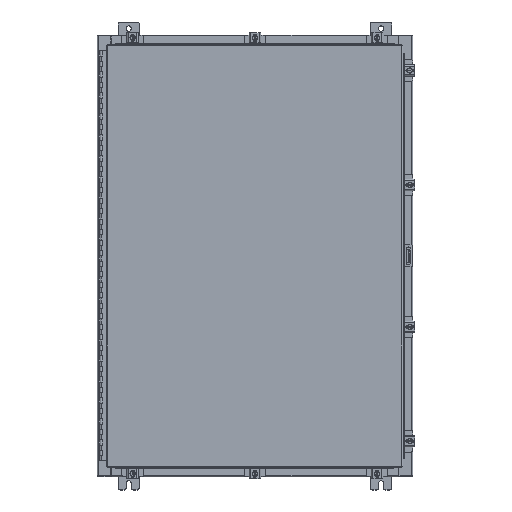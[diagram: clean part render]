
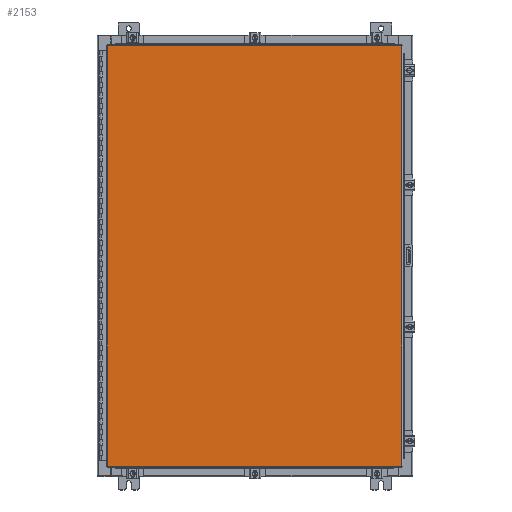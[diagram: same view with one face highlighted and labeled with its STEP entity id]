
A CAD part, top view. The second image highlights one B-rep face of the part: STEP entity #2153.
In plain terms, the highlighted planar face has unit normal (0, 0, 1).
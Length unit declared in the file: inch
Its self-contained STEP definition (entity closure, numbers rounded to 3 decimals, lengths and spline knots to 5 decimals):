
#2153 = ADVANCED_FACE ( 'NONE', ( #9710 ), #47556, .F. ) ;
#6123 = AXIS2_PLACEMENT_3D ( 'NONE', #25495, #36623, #14566 ) ;
#8426 = VERTEX_POINT ( 'NONE', #44274 ) ;
#8880 = CARTESIAN_POINT ( 'NONE',  ( 13.9903, -20.0063, 0. ) ) ;
#9710 = FACE_OUTER_BOUND ( 'NONE', #22228, .T. ) ;
#10287 = EDGE_CURVE ( 'NONE', #45126, #38670, #18421, .T. ) ;
#12556 = DIRECTION ( 'NONE',  ( 0., 1., 0. ) ) ;
#13094 = DIRECTION ( 'NONE',  ( 1., 0., 0. ) ) ;
#13749 = ORIENTED_EDGE ( 'NONE', *, *, #10287, .T. ) ;
#14337 = LINE ( 'NONE', #8880, #15513 ) ;
#14566 = DIRECTION ( 'NONE',  ( -1., 0., 0. ) ) ;
#15513 = VECTOR ( 'NONE', #12556, 39.37008 ) ;
#18421 = LINE ( 'NONE', #41692, #36893 ) ;
#18713 = CARTESIAN_POINT ( 'NONE',  ( -13.9903, 20.0063, 0. ) ) ;
#20846 = ORIENTED_EDGE ( 'NONE', *, *, #39486, .T. ) ;
#20975 = VECTOR ( 'NONE', #13094, 39.37008 ) ;
#22228 = EDGE_LOOP ( 'NONE', ( #44646, #20846, #13749, #42907 ) ) ;
#23305 = DIRECTION ( 'NONE',  ( -1., 0., 0. ) ) ;
#24478 = VECTOR ( 'NONE', #27024, 39.37008 ) ;
#25495 = CARTESIAN_POINT ( 'NONE',  ( 0., 0., 0. ) ) ;
#25635 = LINE ( 'NONE', #38178, #24478 ) ;
#27024 = DIRECTION ( 'NONE',  ( 0., -1., 0. ) ) ;
#29637 = LINE ( 'NONE', #35162, #20975 ) ;
#33229 = EDGE_CURVE ( 'NONE', #38670, #42584, #25635, .T. ) ;
#33853 = EDGE_CURVE ( 'NONE', #42584, #8426, #29637, .T. ) ;
#35162 = CARTESIAN_POINT ( 'NONE',  ( -13.9903, -20.0063, 0. ) ) ;
#36623 = DIRECTION ( 'NONE',  ( 0., 0., -1. ) ) ;
#36893 = VECTOR ( 'NONE', #23305, 39.37008 ) ;
#38178 = CARTESIAN_POINT ( 'NONE',  ( -13.9903, 20.0063, 0. ) ) ;
#38670 = VERTEX_POINT ( 'NONE', #18713 ) ;
#39486 = EDGE_CURVE ( 'NONE', #8426, #45126, #14337, .T. ) ;
#41692 = CARTESIAN_POINT ( 'NONE',  ( 13.9903, 20.0063, 0. ) ) ;
#42584 = VERTEX_POINT ( 'NONE', #47647 ) ;
#42907 = ORIENTED_EDGE ( 'NONE', *, *, #33229, .T. ) ;
#43945 = CARTESIAN_POINT ( 'NONE',  ( 13.9903, 20.0063, 0. ) ) ;
#44274 = CARTESIAN_POINT ( 'NONE',  ( 13.9903, -20.0063, 0. ) ) ;
#44646 = ORIENTED_EDGE ( 'NONE', *, *, #33853, .T. ) ;
#45126 = VERTEX_POINT ( 'NONE', #43945 ) ;
#47556 = PLANE ( 'NONE',  #6123 ) ;
#47647 = CARTESIAN_POINT ( 'NONE',  ( -13.9903, -20.0063, 0. ) ) ;
